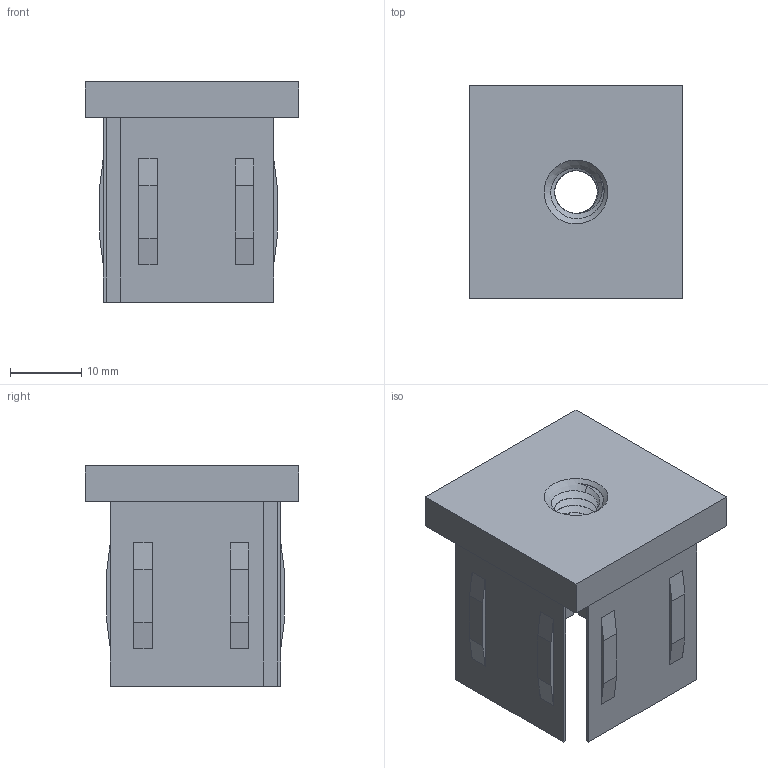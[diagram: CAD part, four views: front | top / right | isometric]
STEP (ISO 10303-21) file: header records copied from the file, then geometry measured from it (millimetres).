
FILE_DESCRIPTION(/* description */ (''),/* implementation_level */ '2;1');
FILE_NAME(/* name */ 'Kappen_X135.stp',/* time_stamp */ '2017-08-09T15:32:25+02:00',/* author */ (''),/* organization */ (''),/* preprocessor_version */ 'ST-DEVELOPER v16',/* originating_system */ 'SIEMENS PLM Software NX 11.0',/* authorisation */ '');
FILE_SCHEMA (('AUTOMOTIVE_DESIGN { 1 0 10303 214 3 1 1 1 }'));
Length unit declared in the file: millimetre
Products named in the file (1): Goge0EC4D08Df678
Bounding box: 30 x 30 x 31 mm (x, y, z)
Volume: 5734.1 mm3; surface area: 7459.6 mm2
Topology: 1 solids, 1 shells, 68 faces, 166 edges, 112 vertices
Faces by surface type: plane 61, cylinder 3, cone 2, bspline 2
Full cylindrical faces by diameter (mm): 11 x1
Entity records: 3908 total; most frequent: CARTESIAN_POINT 2306, ORIENTED_EDGE 318, DIRECTION 292, EDGE_CURVE 159, LINE 144, VECTOR 144, VERTEX_POINT 107, EDGE_LOOP 82
